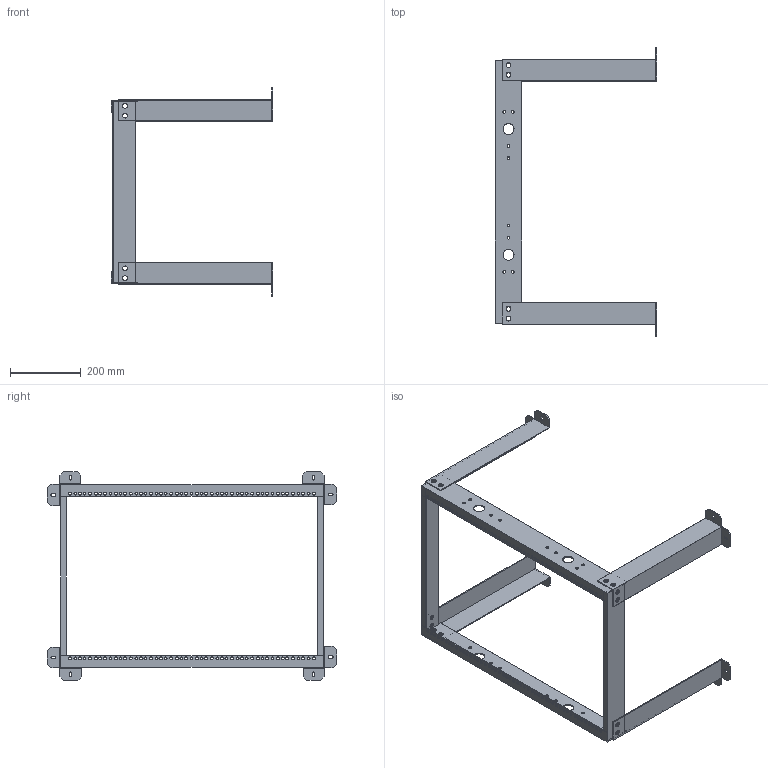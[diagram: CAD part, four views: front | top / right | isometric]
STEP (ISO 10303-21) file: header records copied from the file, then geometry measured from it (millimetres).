
FILE_DESCRIPTION (( 'STEP AP214' ), '1' );
FILE_NAME ('RP00016-16.STEP', '2018-11-27T17:57:13', ( '' ), ( '' ), 'SwSTEP 2.0', 'SolidWorks 2017', '' );
FILE_SCHEMA (( 'AUTOMOTIVE_DESIGN' ));
Length unit declared in the file: inch
Products named in the file (9): RP00016-16_2; RP00016-16; RP00016-16_3; RP00016-16_1
Assembly tree (8 placements, depth 2):
  RP00016-16
    RP00016-16_1
    RP00016-16_2
    RP00016-16_1
    RP00016-16_2
    RP00016-16_3
    RP00016-16_3
    RP00016-16_3
    RP00016-16_3
Bounding box: 457 x 816.89 x 589.89 mm (x, y, z)
Volume: 1334888.7 mm3; surface area: 936601.4 mm2
Topology: 8 solids, 8 shells, 440 faces, 1272 edges, 848 vertices
Faces by surface type: cylinder 320, plane 120
Entity records: 15852 total; most frequent: DIRECTION 2814, CARTESIAN_POINT 2571, ORIENTED_EDGE 2544, EDGE_CURVE 1272, AXIS2_PLACEMENT_3D 1091, VERTEX_POINT 848, EDGE_LOOP 756, CIRCLE 640
